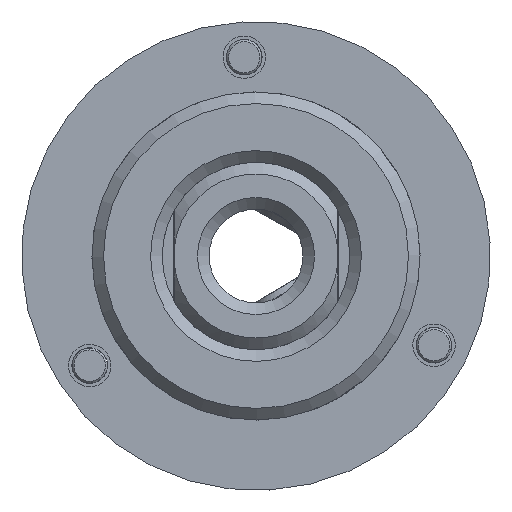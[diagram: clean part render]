
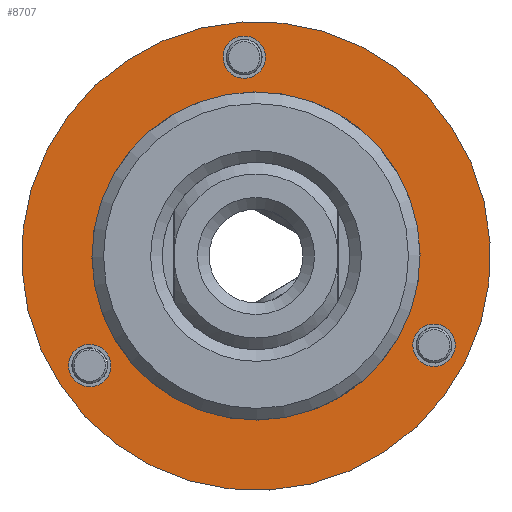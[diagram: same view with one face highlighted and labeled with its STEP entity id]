
A CAD part, front view. The second image highlights one B-rep face of the part: STEP entity #8707.
In plain terms, the highlighted planar face has unit normal (0, -1, 0).
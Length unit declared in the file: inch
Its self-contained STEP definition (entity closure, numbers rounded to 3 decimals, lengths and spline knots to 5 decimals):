
#8572=CARTESIAN_POINT('',(-0.40336,-0.01,0.2655));
#8573=VERTEX_POINT('',#8572);
#8574=CARTESIAN_POINT('',(-0.45986,-0.01,0.2655));
#8575=DIRECTION('',(0.0,1.0,0.0));
#8576=DIRECTION('',(-1.0,0.0,0.0));
#8577=AXIS2_PLACEMENT_3D('',#8574,#8575,#8576);
#8578=CIRCLE('',#8577,0.0565);
#8579=EDGE_CURVE('',#8573,#8573,#8578,.T.);
#8600=CARTESIAN_POINT('',(0.51636,-0.01,0.2655));
#8601=VERTEX_POINT('',#8600);
#8602=CARTESIAN_POINT('',(0.45986,-0.01,0.2655));
#8603=DIRECTION('',(0.0,1.0,0.0));
#8604=DIRECTION('',(-1.0,0.0,0.0));
#8605=AXIS2_PLACEMENT_3D('',#8602,#8603,#8604);
#8606=CIRCLE('',#8605,0.0565);
#8607=EDGE_CURVE('',#8601,#8601,#8606,.T.);
#8628=CARTESIAN_POINT('',(0.0565,-0.01,-0.531));
#8629=VERTEX_POINT('',#8628);
#8630=CARTESIAN_POINT('',(0.,-0.01,-0.531));
#8631=DIRECTION('',(0.0,1.0,0.0));
#8632=DIRECTION('',(-1.0,0.0,0.0));
#8633=AXIS2_PLACEMENT_3D('',#8630,#8631,#8632);
#8634=CIRCLE('',#8633,0.0565);
#8635=EDGE_CURVE('',#8629,#8629,#8634,.T.);
#8656=CARTESIAN_POINT('',(0.625,-0.01,0.0));
#8657=VERTEX_POINT('',#8656);
#8658=CARTESIAN_POINT('',(0.,-0.01,0.0));
#8659=DIRECTION('',(0.0,-1.0,0.0));
#8660=DIRECTION('',(1.0,0.0,0.0));
#8661=AXIS2_PLACEMENT_3D('',#8658,#8659,#8660);
#8662=CIRCLE('',#8661,0.625);
#8663=EDGE_CURVE('',#8657,#8657,#8662,.T.);
#8679=CARTESIAN_POINT('',(0.44525,-0.01,0.0));
#8680=DIRECTION('',(0.0,-1.0,0.0));
#8681=DIRECTION('',(0.0,0.0,-1.0));
#8682=AXIS2_PLACEMENT_3D('',#8679,#8680,#8681);
#8683=PLANE('',#8682);
#8684=ORIENTED_EDGE('',*,*,#8663,.T.);
#8685=EDGE_LOOP('',(#8684));
#8686=FACE_OUTER_BOUND('',#8685,.T.);
#8687=ORIENTED_EDGE('',*,*,#8579,.T.);
#8688=EDGE_LOOP('',(#8687));
#8689=FACE_BOUND('',#8688,.T.);
#8690=ORIENTED_EDGE('',*,*,#8607,.T.);
#8691=EDGE_LOOP('',(#8690));
#8692=FACE_BOUND('',#8691,.T.);
#8693=ORIENTED_EDGE('',*,*,#8635,.T.);
#8694=EDGE_LOOP('',(#8693));
#8695=FACE_BOUND('',#8694,.T.);
#8696=CARTESIAN_POINT('',(0.2655,-0.01,0.0));
#8697=VERTEX_POINT('',#8696);
#8698=CARTESIAN_POINT('',(0.,-0.01,0.0));
#8699=DIRECTION('',(0.0,-1.0,0.0));
#8700=DIRECTION('',(1.0,0.0,0.0));
#8701=AXIS2_PLACEMENT_3D('',#8698,#8699,#8700);
#8702=CIRCLE('',#8701,0.2655);
#8703=EDGE_CURVE('',#8697,#8697,#8702,.T.);
#8704=ORIENTED_EDGE('',*,*,#8703,.F.);
#8705=EDGE_LOOP('',(#8704));
#8706=FACE_BOUND('',#8705,.T.);
#8707=ADVANCED_FACE('',(#8686,#8689,#8692,#8695,#8706),#8683,.T.);
